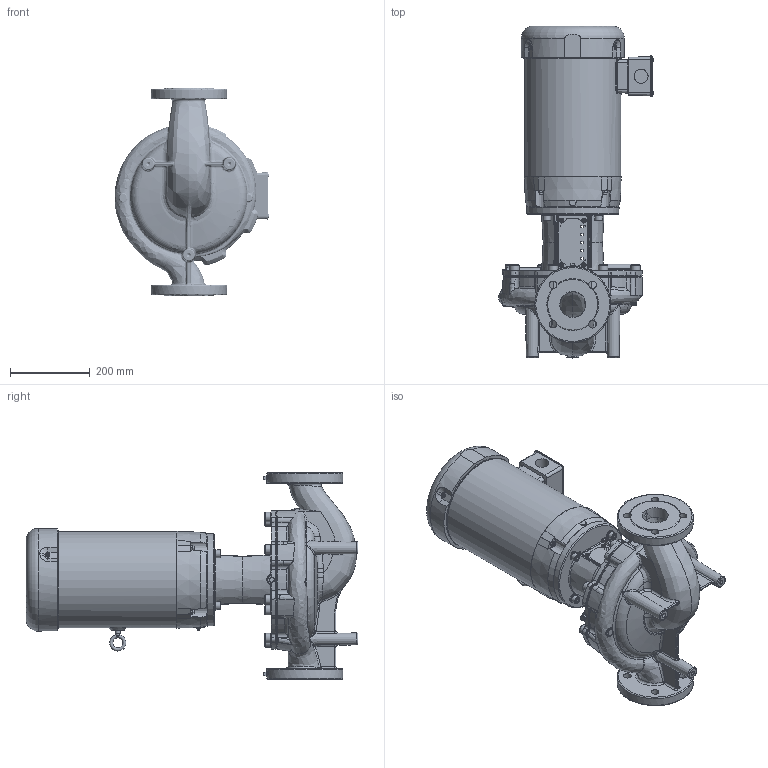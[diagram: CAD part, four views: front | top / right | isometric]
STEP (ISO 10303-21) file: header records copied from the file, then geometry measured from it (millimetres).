
FILE_DESCRIPTION(/* description */ (''),/* implementation_level */ '2;1');
FILE_NAME(/* name */ '2714579 - PUMP IL2.5 120_245-4-S1E 460V_3_60 TEFC_Shrinkwrap_1.stp',/* time_stamp */ '2022-03-24T10:59:44-05:00',/* author */ ('faliszekte'),/* organization */ (''),/* preprocessor_version */ 'ST-DEVELOPER v18.1',/* originating_system */ 'Autodesk Inventor 2021',/* authorisation */ '');
FILE_SCHEMA (('AUTOMOTIVE_DESIGN { 1 0 10303 214 3 1 1 }'));
Products named in the file (1): 2714579 - PUMP IL2.5 120_245-4-S1E 460V_3_60 TEFC_Shrinkwrap_1
Bounding box: 387.94 x 832.29 x 520.61 mm (x, y, z)
Surface area: 1345939.8 mm2 (no closed solid volume)
Topology: 0 solids, 46 shells, 3801 faces, 10734 edges, 6965 vertices
Faces by surface type: plane 1532, cylinder 1194, bspline 531, cone 361, torus 99, sphere 84
Full cylindrical faces by diameter (mm): 3.768 x1, 7.937 x4, 8.141 x10, 8.179 x8, 8.6 x2, 8.839 x4, 9 x9, 9.652 x1, 10.162 x60, 10.516 x3, 10.716 x3, 11 x8, 11.1 x1, 11.112 x1, 12.662 x1, 12.7 x60, 13.495 x4, 19 x8, 19.05 x4, 23.812 x8, 34.919 x1, 35.052 x1, 190.5 x2, 241.579 x1
Entity records: 194285 total; most frequent: CARTESIAN_POINT 95985, ORIENTED_EDGE 19935, DIRECTION 19118, EDGE_CURVE 10695, AXIS2_PLACEMENT_3D 7068, VERTEX_POINT 6965, LINE 4982, VECTOR 4982
